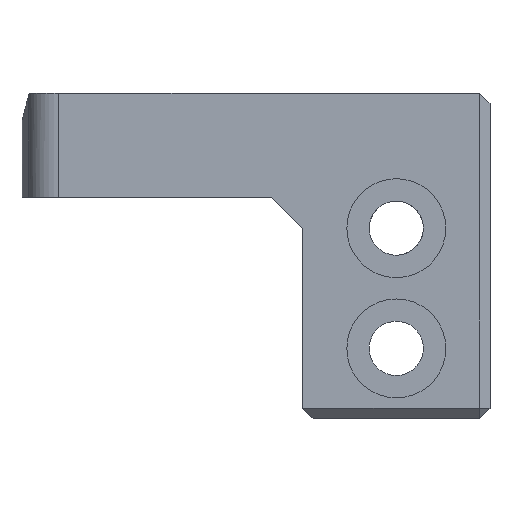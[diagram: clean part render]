
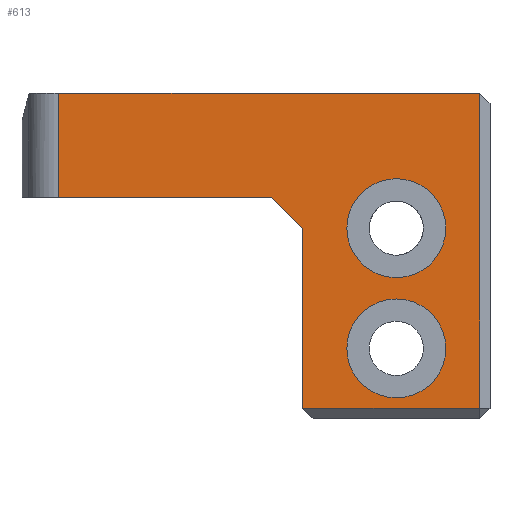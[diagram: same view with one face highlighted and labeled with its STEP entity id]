
A CAD part, left-side view. The second image highlights one B-rep face of the part: STEP entity #613.
In plain terms, the highlighted planar face has unit normal (-1, 0, 0).
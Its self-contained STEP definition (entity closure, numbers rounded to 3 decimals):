
#22=FACE_BOUND('',#95,.T.);
#23=FACE_BOUND('',#96,.T.);
#29=CIRCLE('',#655,4.75);
#30=CIRCLE('',#656,4.75);
#58=FACE_OUTER_BOUND('',#94,.T.);
#94=EDGE_LOOP('',(#493,#494,#495,#496,#497,#498,#499));
#95=EDGE_LOOP('',(#500));
#96=EDGE_LOOP('',(#501));
#131=LINE('',#894,#201);
#142=LINE('',#916,#212);
#159=LINE('',#949,#229);
#170=LINE('',#968,#240);
#171=LINE('',#977,#241);
#172=LINE('',#979,#242);
#173=LINE('',#980,#243);
#201=VECTOR('',#712,10.);
#212=VECTOR('',#729,10.);
#229=VECTOR('',#760,10.);
#240=VECTOR('',#779,10.);
#241=VECTOR('',#790,10.);
#242=VECTOR('',#791,10.);
#243=VECTOR('',#792,10.);
#271=VERTEX_POINT('',#891);
#272=VERTEX_POINT('',#893);
#280=VERTEX_POINT('',#915);
#287=VERTEX_POINT('',#939);
#289=VERTEX_POINT('',#948);
#296=VERTEX_POINT('',#976);
#297=VERTEX_POINT('',#978);
#298=VERTEX_POINT('',#981);
#299=VERTEX_POINT('',#983);
#328=EDGE_CURVE('',#272,#271,#131,.T.);
#339=EDGE_CURVE('',#272,#280,#142,.T.);
#356=EDGE_CURVE('',#289,#287,#159,.T.);
#367=EDGE_CURVE('',#287,#271,#170,.T.);
#371=EDGE_CURVE('',#289,#296,#171,.T.);
#372=EDGE_CURVE('',#297,#296,#172,.T.);
#373=EDGE_CURVE('',#280,#297,#173,.T.);
#374=EDGE_CURVE('',#298,#298,#29,.T.);
#375=EDGE_CURVE('',#299,#299,#30,.T.);
#493=ORIENTED_EDGE('',*,*,#367,.F.);
#494=ORIENTED_EDGE('',*,*,#356,.F.);
#495=ORIENTED_EDGE('',*,*,#371,.T.);
#496=ORIENTED_EDGE('',*,*,#372,.F.);
#497=ORIENTED_EDGE('',*,*,#373,.F.);
#498=ORIENTED_EDGE('',*,*,#339,.F.);
#499=ORIENTED_EDGE('',*,*,#328,.T.);
#500=ORIENTED_EDGE('',*,*,#374,.T.);
#501=ORIENTED_EDGE('',*,*,#375,.T.);
#584=PLANE('',#654);
#613=ADVANCED_FACE('',(#58,#22,#23),#584,.T.);
#654=AXIS2_PLACEMENT_3D('',#975,#788,#789);
#655=AXIS2_PLACEMENT_3D('',#982,#793,#794);
#656=AXIS2_PLACEMENT_3D('',#984,#795,#796);
#712=DIRECTION('',(0.,0.,-1.));
#729=DIRECTION('',(0.,0.707,0.707));
#760=DIRECTION('',(0.,0.,-1.));
#779=DIRECTION('',(0.,1.,0.));
#788=DIRECTION('center_axis',(-1.,0.,0.));
#789=DIRECTION('ref_axis',(0.,-1.,0.));
#790=DIRECTION('',(0.,1.,0.));
#791=DIRECTION('',(0.,0.,1.));
#792=DIRECTION('',(0.,1.,0.));
#793=DIRECTION('center_axis',(1.,0.,0.));
#794=DIRECTION('ref_axis',(0.,-1.,0.));
#795=DIRECTION('center_axis',(1.,0.,0.));
#796=DIRECTION('ref_axis',(0.,-1.,0.));
#891=CARTESIAN_POINT('',(335.,9.,288.75));
#893=CARTESIAN_POINT('',(335.,9.,306.));
#894=CARTESIAN_POINT('',(335.,9.,350.));
#915=CARTESIAN_POINT('',(335.,12.,309.));
#916=CARTESIAN_POINT('',(335.,10.5,307.5));
#939=CARTESIAN_POINT('',(335.,-8.,288.75));
#948=CARTESIAN_POINT('',(335.,-8.,319.));
#949=CARTESIAN_POINT('',(335.,-8.,309.));
#968=CARTESIAN_POINT('',(335.,9.,288.75));
#975=CARTESIAN_POINT('Origin',(335.,9.,309.));
#976=CARTESIAN_POINT('',(335.,32.42,319.));
#977=CARTESIAN_POINT('',(335.,37.,319.));
#978=CARTESIAN_POINT('',(335.,32.42,309.));
#979=CARTESIAN_POINT('',(335.,32.42,306.188));
#980=CARTESIAN_POINT('',(335.,37.,309.));
#981=CARTESIAN_POINT('',(335.,4.75,294.5));
#982=CARTESIAN_POINT('Origin',(335.,0.,294.5));
#983=CARTESIAN_POINT('',(335.,4.75,306.048));
#984=CARTESIAN_POINT('Origin',(335.,0.,306.048));
